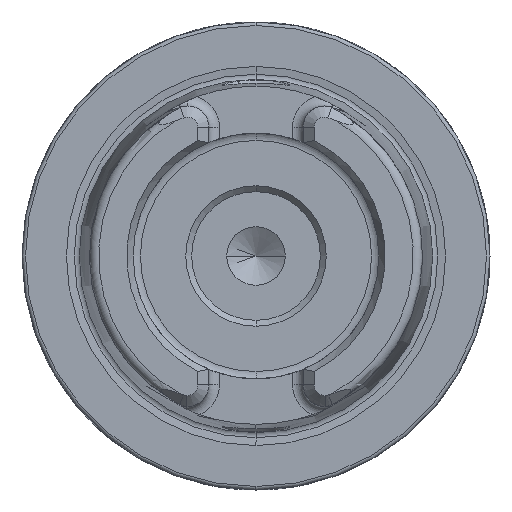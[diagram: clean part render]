
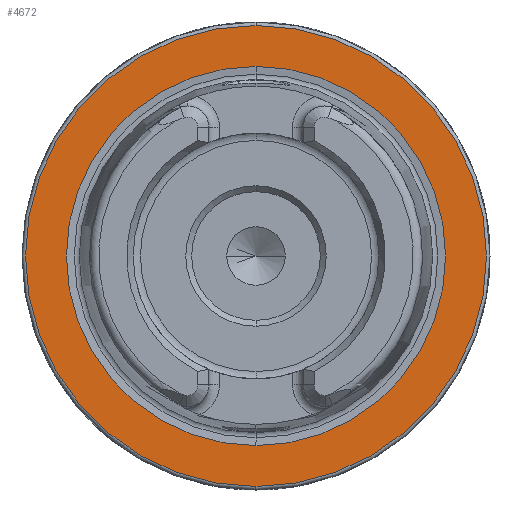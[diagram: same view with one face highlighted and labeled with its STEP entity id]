
A CAD part, left-side view. The second image highlights one B-rep face of the part: STEP entity #4672.
In plain terms, the highlighted planar face has unit normal (-1, 0, 0).
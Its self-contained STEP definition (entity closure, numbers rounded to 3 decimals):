
#39 = EDGE_CURVE ( 'NONE', #3576, #11044, #2316, .T. ) ;
#41 = EDGE_CURVE ( 'NONE', #11021, #10955, #2320, .T. ) ;
#362 = CARTESIAN_POINT ( 'NONE',  ( 0., 19.7, 0. ) ) ;
#363 = PLANE ( 'NONE',  #2583 ) ;
#368 = DIRECTION ( 'NONE',  ( 1., 0., 0. ) ) ;
#369 = DIRECTION ( 'NONE',  ( 0., 0., -1. ) ) ;
#894 = CARTESIAN_POINT ( 'NONE',  ( 0., 0., 0. ) ) ;
#895 = DIRECTION ( 'NONE',  ( -1., 0., 0. ) ) ;
#896 = DIRECTION ( 'NONE',  ( 0., 0., 1. ) ) ;
#901 = CARTESIAN_POINT ( 'NONE',  ( 0., 0., 0. ) ) ;
#902 = DIRECTION ( 'NONE',  ( -1., 0., 0. ) ) ;
#903 = DIRECTION ( 'NONE',  ( 0., 0., 1. ) ) ;
#1960 = ORIENTED_EDGE ( 'NONE', *, *, #7880, .F. ) ;
#1961 = ORIENTED_EDGE ( 'NONE', *, *, #39, .F. ) ;
#1962 = ORIENTED_EDGE ( 'NONE', *, *, #41, .T. ) ;
#1963 = ORIENTED_EDGE ( 'NONE', *, *, #7879, .T. ) ;
#2316 = CIRCLE ( 'NONE', #7641, 16.207 ) ;
#2320 = CIRCLE ( 'NONE', #7643, 19.7 ) ;
#2583 = AXIS2_PLACEMENT_3D ( 'NONE', #362, #368, #369 ) ;
#2835 = AXIS2_PLACEMENT_3D ( 'NONE', #5393, #5394, #5395 ) ;
#2836 = AXIS2_PLACEMENT_3D ( 'NONE', #5396, #5397, #5398 ) ;
#3202 = FACE_BOUND ( 'NONE', #5933, .T. ) ;
#3207 = FACE_OUTER_BOUND ( 'NONE', #5912, .T. ) ;
#3576 = VERTEX_POINT ( 'NONE', #3781 ) ;
#3781 = CARTESIAN_POINT ( 'NONE',  ( 0., 0., -16.207 ) ) ;
#4672 = ADVANCED_FACE ( 'NONE', ( #3202, #3207 ), #363, .F. ) ;
#5393 = CARTESIAN_POINT ( 'NONE',  ( 0., 0., 0. ) ) ;
#5394 = DIRECTION ( 'NONE',  ( -1., 0., 0. ) ) ;
#5395 = DIRECTION ( 'NONE',  ( 0., 0., 1. ) ) ;
#5396 = CARTESIAN_POINT ( 'NONE',  ( 0., 0., 0. ) ) ;
#5397 = DIRECTION ( 'NONE',  ( -1., 0., 0. ) ) ;
#5398 = DIRECTION ( 'NONE',  ( 0., 0., 1. ) ) ;
#5912 = EDGE_LOOP ( 'NONE', ( #1962, #1963 ) ) ;
#5933 = EDGE_LOOP ( 'NONE', ( #1960, #1961 ) ) ;
#7641 = AXIS2_PLACEMENT_3D ( 'NONE', #894, #895, #896 ) ;
#7643 = AXIS2_PLACEMENT_3D ( 'NONE', #901, #902, #903 ) ;
#7879 = EDGE_CURVE ( 'NONE', #10955, #11021, #8728, .T. ) ;
#7880 = EDGE_CURVE ( 'NONE', #11044, #3576, #8730, .T. ) ;
#8728 = CIRCLE ( 'NONE', #2835, 19.7 ) ;
#8730 = CIRCLE ( 'NONE', #2836, 16.207 ) ;
#10371 = CARTESIAN_POINT ( 'NONE',  ( 0., 0., -19.7 ) ) ;
#10529 = CARTESIAN_POINT ( 'NONE',  ( 0., 0., 19.7 ) ) ;
#10586 = CARTESIAN_POINT ( 'NONE',  ( 0., 0., 16.207 ) ) ;
#10955 = VERTEX_POINT ( 'NONE', #10371 ) ;
#11021 = VERTEX_POINT ( 'NONE', #10529 ) ;
#11044 = VERTEX_POINT ( 'NONE', #10586 ) ;
